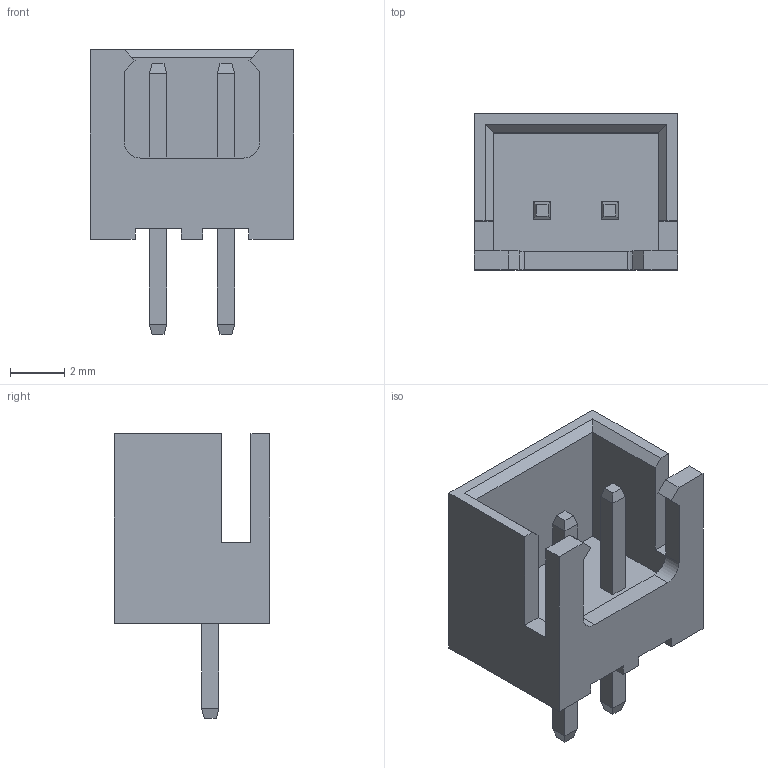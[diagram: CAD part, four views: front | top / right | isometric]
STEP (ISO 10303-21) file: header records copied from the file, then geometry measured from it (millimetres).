
FILE_DESCRIPTION (( 'STEP AP214' ), '1' );
FILE_NAME ('5BBB9FC7-62E0-4356-B2D0-DEFEB532C6D6.STEP', '2024-07-06T22:37:13', ( '' ), ( '' ), 'SwSTEP 2.0', 'SolidWorks 2022', '' );
FILE_SCHEMA (( 'AUTOMOTIVE_DESIGN' ));
Length unit declared in the file: millimetre
Products named in the file (1): 5BBB9FC7-62E0-4356-B2D0-DEFEB532C6D6
Bounding box: 7.5 x 5.75 x 10.5 mm (x, y, z)
Volume: 147.7 mm3; surface area: 382.4 mm2
Topology: 1 solids, 1 shells, 73 faces, 183 edges, 116 vertices
Faces by surface type: plane 71, cylinder 2
Entity records: 2547 total; most frequent: CARTESIAN_POINT 373, ORIENTED_EDGE 366, DIRECTION 335, EDGE_CURVE 183, LINE 179, VECTOR 179, VERTEX_POINT 116, AXIS2_PLACEMENT_3D 78
